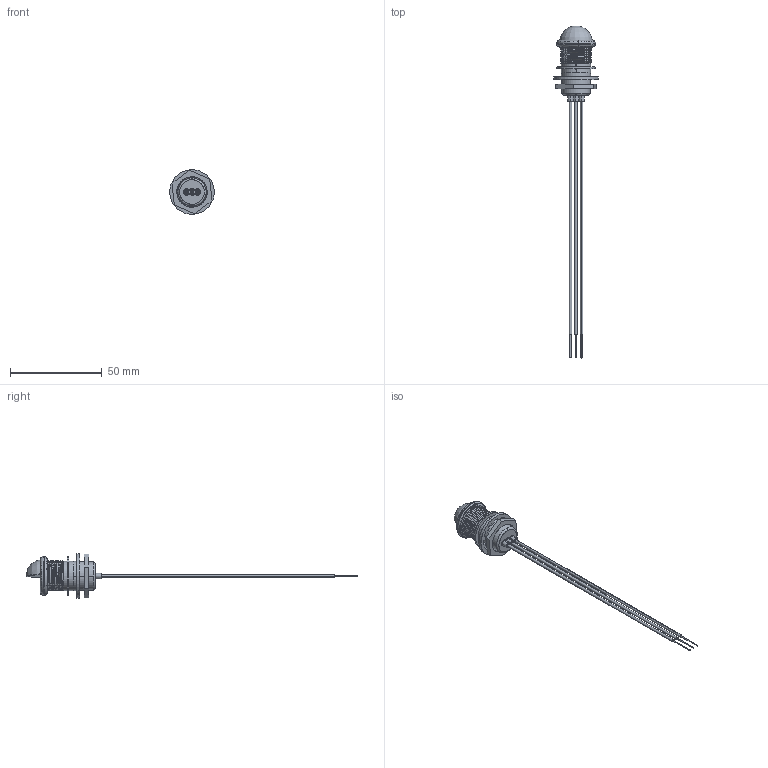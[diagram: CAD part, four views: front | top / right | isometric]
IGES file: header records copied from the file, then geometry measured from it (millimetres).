
Start section: SolidWorks IGES file using analytic representation for surfaces
Global section: file name: PML50S.IGS; native system: SolidWorks 2018; preprocessor: SolidWorks 2018; author: tstoltenburg; date: 190109.133332; units: inch
Bounding box: 24.28 x 180.8 x 24.28 mm (x, y, z)
Surface area: 9509.7 mm2 (no closed solid volume)
Topology: 0 solids, 0 shells, 289 faces, 3146 edges, 3140 vertices
Faces by surface type: bspline 173, revolution 116
